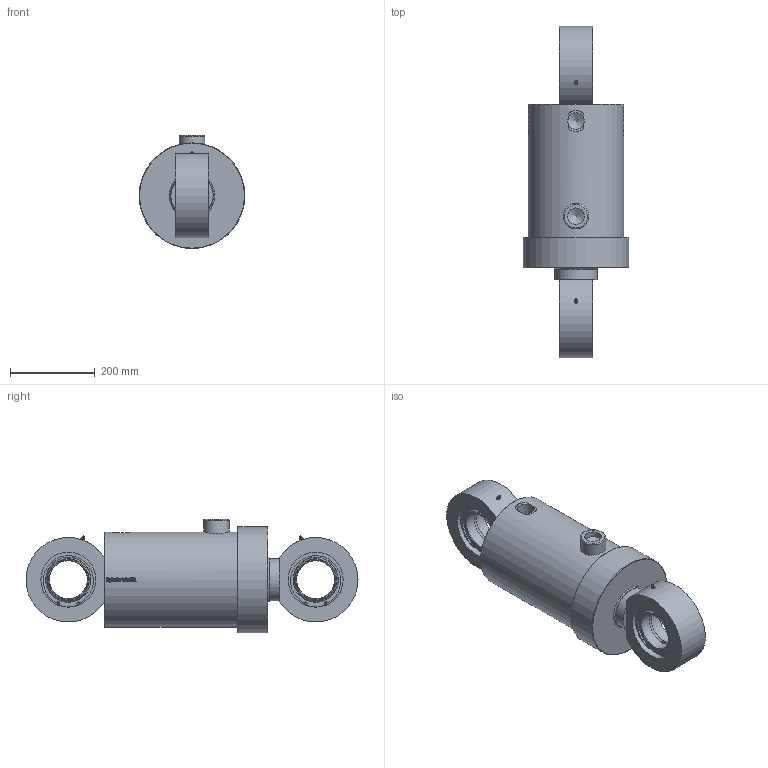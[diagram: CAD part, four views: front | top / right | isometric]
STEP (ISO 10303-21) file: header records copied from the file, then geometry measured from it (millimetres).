
FILE_DESCRIPTION((''),'2;1');
FILE_NAME('DVL200_100 (2).stp','2010-01-26T13:56:17',('tribel'),(''),'Autodesk Inventor 2009','Autodesk Inventor 2009','');
FILE_SCHEMA(('AUTOMOTIVE_DESIGN { 1 0 10303 214 1 1 1 1 }'));
Length unit declared in the file: millimetre
Products named in the file (5): DVL200_100 (2); DVL200_100_body; DVL200_100_stang; DVL200_100_Parameters; Klinkby90
Assembly tree (5 placements, depth 2):
  DVL200_100 (2)
    DVL200_100_body
    DVL200_100_stang
    DVL200_100_Parameters
    Klinkby90  x2
Bounding box: 250 x 785 x 267.5 mm (x, y, z)
Volume: 14667570.5 mm3; surface area: 1099997.6 mm2
Topology: 4 solids, 7 shells, 640 faces, 1689 edges, 1107 vertices
Faces by surface type: plane 309, bspline 160, cylinder 103, cone 48, torus 13, sphere 7
Full cylindrical faces by diameter (mm): 4 x8, 7.143 x4, 8.6 x4, 60 x1, 90 x4, 100 x2, 130 x6, 200 x2, 225 x1, 250 x1
Entity records: 46384 total; most frequent: CARTESIAN_POINT 34242, ORIENTED_EDGE 2714, DIRECTION 1884, EDGE_CURVE 1359, VERTEX_POINT 924, AXIS2_PLACEMENT_3D 677, EDGE_LOOP 662, FACE_OUTER_BOUND 546
